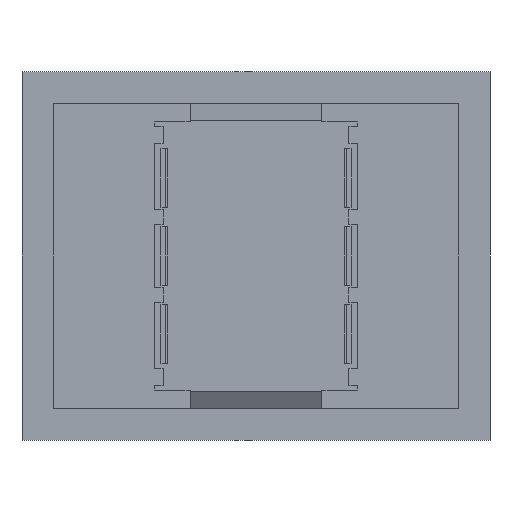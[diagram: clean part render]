
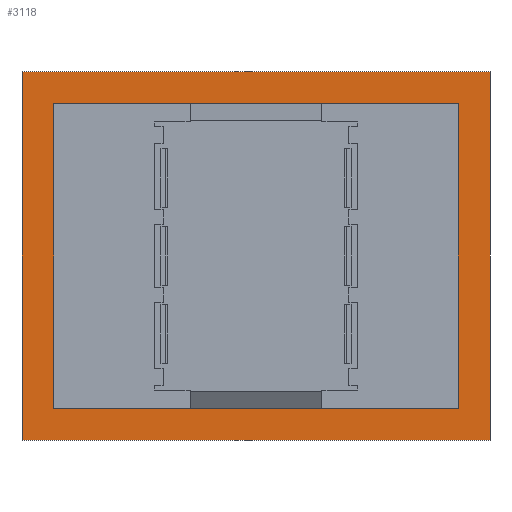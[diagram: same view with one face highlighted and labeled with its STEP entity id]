
A CAD part, front view. The second image highlights one B-rep face of the part: STEP entity #3118.
In plain terms, the highlighted planar face has unit normal (0, -1, 0).
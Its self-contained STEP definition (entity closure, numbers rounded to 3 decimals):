
#22 = ORIENTED_EDGE ( 'NONE', *, *, #7381, .F. ) ;
#103 = VERTEX_POINT ( 'NONE', #787 ) ;
#378 = ORIENTED_EDGE ( 'NONE', *, *, #5460, .F. ) ;
#425 = CARTESIAN_POINT ( 'NONE',  ( -107.5, 0., 142.5 ) ) ;
#451 = CARTESIAN_POINT ( 'NONE',  ( -107.5, 0., -142.5 ) ) ;
#471 = EDGE_CURVE ( 'NONE', #2818, #103, #3803, .T. ) ;
#524 = PLANE ( 'NONE',  #6473 ) ;
#686 = VECTOR ( 'NONE', #3864, 1000. ) ;
#787 = CARTESIAN_POINT ( 'NONE',  ( 130., 0., 165. ) ) ;
#801 = VERTEX_POINT ( 'NONE', #8538 ) ;
#817 = EDGE_CURVE ( 'NONE', #801, #2818, #882, .T. ) ;
#882 = LINE ( 'NONE', #1196, #686 ) ;
#916 = CARTESIAN_POINT ( 'NONE',  ( 130., 0., 165. ) ) ;
#1030 = FACE_OUTER_BOUND ( 'NONE', #5557, .T. ) ;
#1134 = VERTEX_POINT ( 'NONE', #1181 ) ;
#1181 = CARTESIAN_POINT ( 'NONE',  ( 107.5, 0., 142.5 ) ) ;
#1196 = CARTESIAN_POINT ( 'NONE',  ( -130., 0., 165. ) ) ;
#1284 = LINE ( 'NONE', #3003, #8166 ) ;
#1410 = ORIENTED_EDGE ( 'NONE', *, *, #4488, .F. ) ;
#1541 = EDGE_CURVE ( 'NONE', #1662, #801, #4515, .T. ) ;
#1662 = VERTEX_POINT ( 'NONE', #4421 ) ;
#1699 = DIRECTION ( 'NONE',  ( 1., 0., 0. ) ) ;
#1859 = DIRECTION ( 'NONE',  ( 0., 0., -1. ) ) ;
#2005 = ORIENTED_EDGE ( 'NONE', *, *, #471, .F. ) ;
#2034 = CARTESIAN_POINT ( 'NONE',  ( -107.5, 0., 142.5 ) ) ;
#2148 = CARTESIAN_POINT ( 'NONE',  ( -107.5, 0., -142.5 ) ) ;
#2258 = VERTEX_POINT ( 'NONE', #8032 ) ;
#2287 = VERTEX_POINT ( 'NONE', #2034 ) ;
#2389 = CARTESIAN_POINT ( 'NONE',  ( -130., 0., 165. ) ) ;
#2818 = VERTEX_POINT ( 'NONE', #4815 ) ;
#3003 = CARTESIAN_POINT ( 'NONE',  ( 107.5, 0., -142.5 ) ) ;
#3118 = ADVANCED_FACE ( 'NONE', ( #1030, #6374 ), #524, .T. ) ;
#3120 = DIRECTION ( 'NONE',  ( 1., 0., 0. ) ) ;
#3416 = ORIENTED_EDGE ( 'NONE', *, *, #6934, .F. ) ;
#3472 = DIRECTION ( 'NONE',  ( 0., 0., -1. ) ) ;
#3577 = DIRECTION ( 'NONE',  ( 0., 0., -1. ) ) ;
#3803 = LINE ( 'NONE', #2389, #7388 ) ;
#3864 = DIRECTION ( 'NONE',  ( 0., 0., 1. ) ) ;
#4267 = LINE ( 'NONE', #451, #7431 ) ;
#4333 = CARTESIAN_POINT ( 'NONE',  ( -130., 0., -165. ) ) ;
#4421 = CARTESIAN_POINT ( 'NONE',  ( 130., 0., -165. ) ) ;
#4488 = EDGE_CURVE ( 'NONE', #2287, #7843, #8353, .T. ) ;
#4515 = LINE ( 'NONE', #4333, #6120 ) ;
#4815 = CARTESIAN_POINT ( 'NONE',  ( -130., 0., 165. ) ) ;
#4874 = ORIENTED_EDGE ( 'NONE', *, *, #1541, .F. ) ;
#5179 = CARTESIAN_POINT ( 'NONE',  ( 0., 0., 0. ) ) ;
#5183 = ORIENTED_EDGE ( 'NONE', *, *, #817, .F. ) ;
#5308 = VECTOR ( 'NONE', #7773, 1000. ) ;
#5460 = EDGE_CURVE ( 'NONE', #1134, #2287, #6485, .T. ) ;
#5557 = EDGE_LOOP ( 'NONE', ( #22, #2005, #5183, #4874 ) ) ;
#5727 = DIRECTION ( 'NONE',  ( 0., 0., 1. ) ) ;
#5886 = DIRECTION ( 'NONE',  ( 0., -1., 0. ) ) ;
#5933 = EDGE_CURVE ( 'NONE', #2258, #1134, #1284, .T. ) ;
#6120 = VECTOR ( 'NONE', #7697, 1000. ) ;
#6374 = FACE_BOUND ( 'NONE', #7380, .T. ) ;
#6473 = AXIS2_PLACEMENT_3D ( 'NONE', #5179, #5886, #1859 ) ;
#6485 = LINE ( 'NONE', #425, #5308 ) ;
#6613 = VECTOR ( 'NONE', #3472, 1000. ) ;
#6773 = VECTOR ( 'NONE', #3577, 1000. ) ;
#6934 = EDGE_CURVE ( 'NONE', #7843, #2258, #4267, .T. ) ;
#7380 = EDGE_LOOP ( 'NONE', ( #378, #7648, #3416, #1410 ) ) ;
#7381 = EDGE_CURVE ( 'NONE', #103, #1662, #8515, .T. ) ;
#7388 = VECTOR ( 'NONE', #1699, 1000. ) ;
#7431 = VECTOR ( 'NONE', #3120, 1000. ) ;
#7648 = ORIENTED_EDGE ( 'NONE', *, *, #5933, .F. ) ;
#7697 = DIRECTION ( 'NONE',  ( -1., 0., 0. ) ) ;
#7773 = DIRECTION ( 'NONE',  ( -1., 0., 0. ) ) ;
#7843 = VERTEX_POINT ( 'NONE', #8093 ) ;
#8032 = CARTESIAN_POINT ( 'NONE',  ( 107.5, 0., -142.5 ) ) ;
#8093 = CARTESIAN_POINT ( 'NONE',  ( -107.5, 0., -142.5 ) ) ;
#8166 = VECTOR ( 'NONE', #5727, 1000. ) ;
#8353 = LINE ( 'NONE', #2148, #6613 ) ;
#8515 = LINE ( 'NONE', #916, #6773 ) ;
#8538 = CARTESIAN_POINT ( 'NONE',  ( -130., 0., -165. ) ) ;
